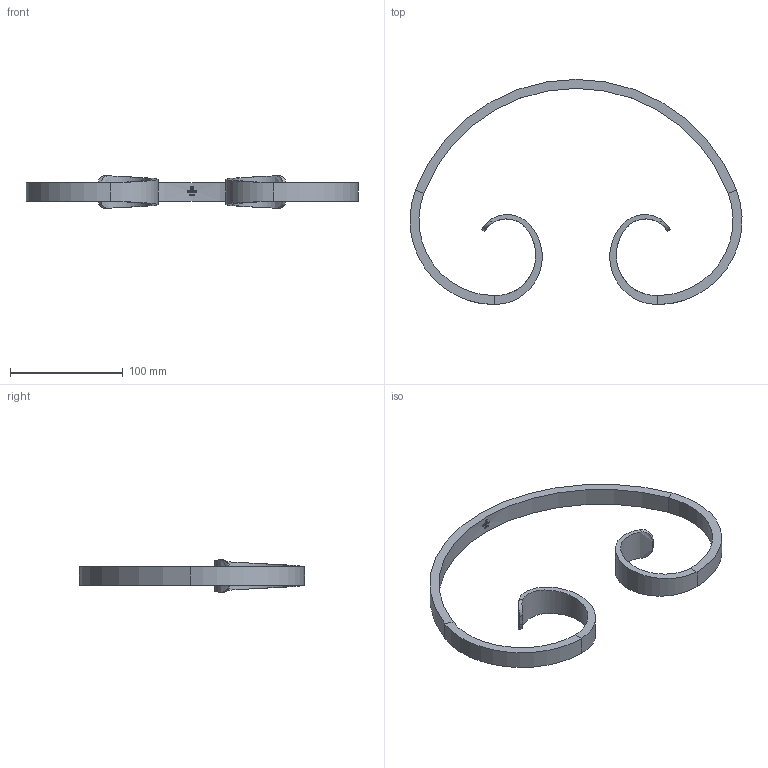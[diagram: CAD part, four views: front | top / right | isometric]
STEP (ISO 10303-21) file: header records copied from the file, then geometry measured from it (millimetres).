
FILE_DESCRIPTION (( 'STEP AP203' ), '1' );
FILE_NAME ('3084.step', '2022-10-07T10:11:39', ( '' ), ( '' ), 'SwSTEP 2.0', 'SolidWorks 2018', '' );
FILE_SCHEMA (( 'CONFIG_CONTROL_DESIGN' ));
Length unit declared in the file: millimetre
Products named in the file (1): 3084
Bounding box: 294.87 x 200 x 28.99 mm (x, y, z)
Volume: 113921.6 mm3; surface area: 46029.7 mm2
Topology: 1 solids, 1 shells, 246 faces, 656 edges, 432 vertices
Faces by surface type: bspline 120, plane 100, cylinder 26
Entity records: 12329 total; most frequent: CARTESIAN_POINT 6881, ORIENTED_EDGE 1312, DIRECTION 760, EDGE_CURVE 656, VERTEX_POINT 432, VECTOR 314, LINE 314, EDGE_LOOP 266
